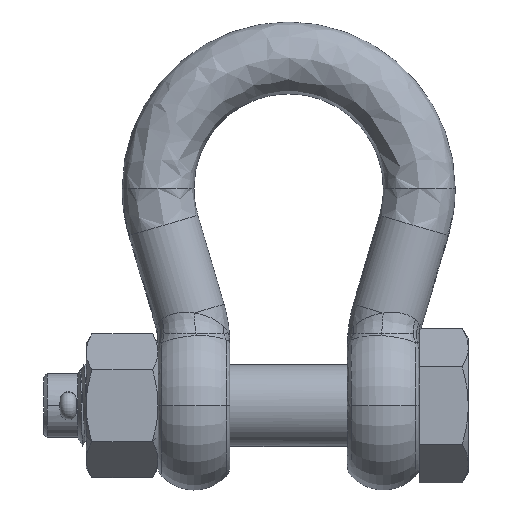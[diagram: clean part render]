
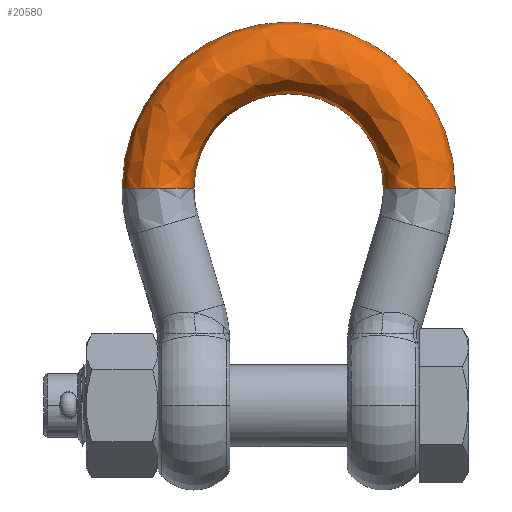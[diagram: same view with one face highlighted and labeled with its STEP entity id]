
A CAD part, top view. The second image highlights one B-rep face of the part: STEP entity #20580.
In plain terms, the highlighted free-form (B-spline) face has degree [3, 3] with [4, 4] control points.
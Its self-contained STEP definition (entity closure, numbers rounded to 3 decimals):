
#300 = DIRECTION ( 'NONE',  ( 0., -1., 0. ) ) ;
#301 = CARTESIAN_POINT ( 'NONE',  ( -40., 66.5, 0. ) ) ;
#302 = AXIS2_PLACEMENT_3D ( 'NONE', #301, #300, #316 ) ;
#303 = CIRCLE ( 'NONE', #302, 11. ) ;
#316 = DIRECTION ( 'NONE',  ( 0., 0., -1. ) ) ;
#4124 = CARTESIAN_POINT ( 'NONE',  ( 29., 124.5, 22. ) ) ;
#4235 = CARTESIAN_POINT ( 'NONE',  ( -29., 124.5, 22. ) ) ;
#4248 = CARTESIAN_POINT ( 'NONE',  ( -29., 66.5, 22. ) ) ;
#4282 = CARTESIAN_POINT ( 'NONE',  ( -51., 66.5, 0. ) ) ;
#4294 = CARTESIAN_POINT ( 'NONE',  ( 51., 168.5, 22. ) ) ;
#4340 = CARTESIAN_POINT ( 'NONE',  ( -51., 168.5, 22. ) ) ;
#4369 = CARTESIAN_POINT ( 'NONE',  ( -51., 168.5, 0. ) ) ;
#4371 = CARTESIAN_POINT ( 'NONE',  ( -51., 66.5, 22. ) ) ;
#4451 = CARTESIAN_POINT ( 'NONE',  ( 29., 66.5, 22. ) ) ;
#4452 = CARTESIAN_POINT ( 'NONE',  ( 51., 66.5, 22. ) ) ;
#4505 = CARTESIAN_POINT ( 'NONE',  ( 51., 66.5, 0. ) ) ;
#4506 = CARTESIAN_POINT ( 'NONE',  ( 51., 168.5, 0. ) ) ;
#8904 = EDGE_CURVE ( 'NONE', #8905, #8907, #27211, .T. ) ;
#8905 = VERTEX_POINT ( 'NONE', #27173 ) ;
#8907 = VERTEX_POINT ( 'NONE', #27086 ) ;
#8910 = VERTEX_POINT ( 'NONE', #27093 ) ;
#8912 = EDGE_CURVE ( 'NONE', #8910, #8919, #27165, .T. ) ;
#8919 = VERTEX_POINT ( 'NONE', #27218 ) ;
#14237 = CARTESIAN_POINT ( 'NONE',  ( -29., 66.5, 0. ) ) ;
#14413 = CARTESIAN_POINT ( 'NONE',  ( 29., 66.5, 0. ) ) ;
#14414 = CARTESIAN_POINT ( 'NONE',  ( 29., 124.5, 0. ) ) ;
#14417 = CARTESIAN_POINT ( 'NONE',  ( -29., 124.5, 0. ) ) ;
#14839 = DIRECTION ( 'NONE',  ( 0., 0., 1. ) ) ;
#14840 = DIRECTION ( 'NONE',  ( 0., 1., 0. ) ) ;
#14841 = AXIS2_PLACEMENT_3D ( 'NONE', #14844, #14840, #14839 ) ;
#14842 = CIRCLE ( 'NONE', #14841, 11. ) ;
#14843 =( BOUNDED_SURFACE ( )  B_SPLINE_SURFACE ( 3, 3, ( 
 ( #14237, #14417, #14414, #14413 ),
 ( #4248, #4235, #4124, #4451 ),
 ( #4371, #4340, #4294, #4452 ),
 ( #4282, #4369, #4506, #4505 ) ),
 .UNSPECIFIED., .F., .F., .F. ) 
 B_SPLINE_SURFACE_WITH_KNOTS ( ( 4, 4 ),
 ( 4, 4 ),
 ( 0., 1. ),
 ( 0., 1. ),
 .UNSPECIFIED. ) 
 GEOMETRIC_REPRESENTATION_ITEM ( )  RATIONAL_B_SPLINE_SURFACE ( (
 ( 1., 0.333, 0.333, 1.),
 ( 0.333, 0.111, 0.111, 0.333),
 ( 0.333, 0.111, 0.111, 0.333),
 ( 1., 0.333, 0.333, 1.) ) ) 
 REPRESENTATION_ITEM ( '' )  SURFACE ( )  );
#14844 = CARTESIAN_POINT ( 'NONE',  ( 40., 66.5, 0. ) ) ;
#14845 = FACE_OUTER_BOUND ( 'NONE', #20583, .T. ) ;
#19007 = EDGE_CURVE ( 'NONE', #8919, #8905, #303, .T. ) ;
#20580 = ADVANCED_FACE ( 'NONE', ( #14845 ), #14843, .F. ) ;
#20583 = EDGE_LOOP ( 'NONE', ( #20585, #20589, #20591, #20592 ) ) ;
#20585 = ORIENTED_EDGE ( 'NONE', *, *, #20587, .T. ) ;
#20587 = EDGE_CURVE ( 'NONE', #8910, #8907, #14842, .T. ) ;
#20589 = ORIENTED_EDGE ( 'NONE', *, *, #8904, .F. ) ;
#20591 = ORIENTED_EDGE ( 'NONE', *, *, #19007, .F. ) ;
#20592 = ORIENTED_EDGE ( 'NONE', *, *, #8912, .F. ) ;
#27086 = CARTESIAN_POINT ( 'NONE',  ( 51., 66.5, 0. ) ) ;
#27087 = DIRECTION ( 'NONE',  ( -1., 0., 0. ) ) ;
#27088 = DIRECTION ( 'NONE',  ( 0., 0., -1. ) ) ;
#27089 = AXIS2_PLACEMENT_3D ( 'NONE', #27172, #27088, #27087 ) ;
#27092 = CARTESIAN_POINT ( 'NONE',  ( 0., 66.5, 0. ) ) ;
#27093 = CARTESIAN_POINT ( 'NONE',  ( 29., 66.5, 0. ) ) ;
#27162 = DIRECTION ( 'NONE',  ( -1., 0., 0. ) ) ;
#27163 = DIRECTION ( 'NONE',  ( 0., 0., 1. ) ) ;
#27164 = AXIS2_PLACEMENT_3D ( 'NONE', #27092, #27163, #27162 ) ;
#27165 = CIRCLE ( 'NONE', #27164, 29. ) ;
#27172 = CARTESIAN_POINT ( 'NONE',  ( 0., 66.5, 0. ) ) ;
#27173 = CARTESIAN_POINT ( 'NONE',  ( -51., 66.5, 0. ) ) ;
#27211 = CIRCLE ( 'NONE', #27089, 51. ) ;
#27218 = CARTESIAN_POINT ( 'NONE',  ( -29., 66.5, 0. ) ) ;
